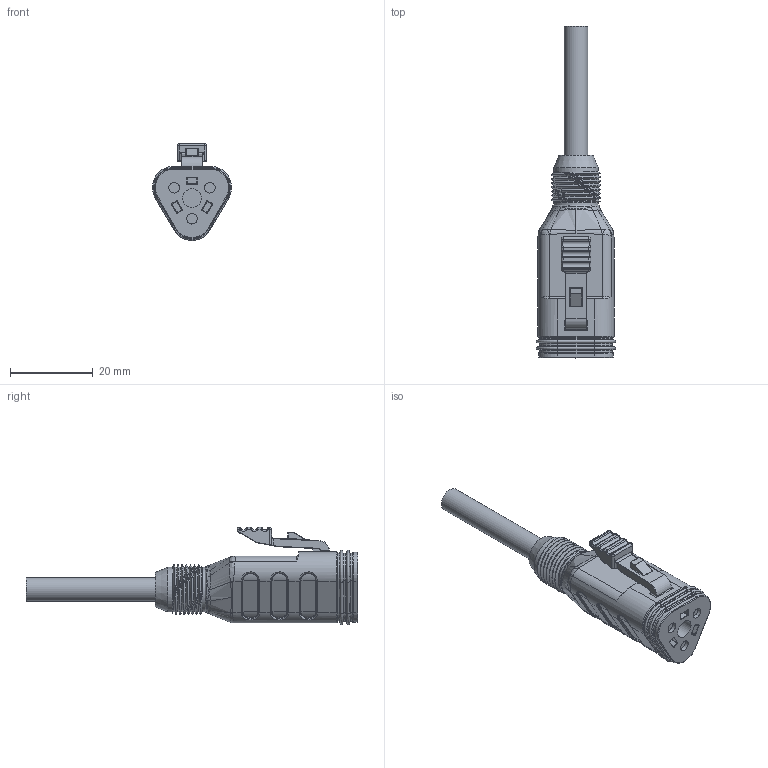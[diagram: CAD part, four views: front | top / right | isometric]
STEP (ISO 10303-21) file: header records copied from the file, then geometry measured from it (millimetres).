
FILE_DESCRIPTION(/* description */ (''),/* implementation_level */ '2;1');
FILE_NAME(/* name */ '1-V0011198___5039267__MA-DT06-3SG-2-S370_Anschlussleitung_assy_429430_stp_stp_stp_stp.stp',/* time_stamp */ '2023-06-26T07:18:39+02:00',/* author */ ('ESCHA GmbH & Co. KG'),/* organization */ ('ESCHA GmbH & Co. KG'),/* preprocessor_version */ 'ST-DEVELOPER v16',/* originating_system */ 'SIEMENS PLM Software NX 10.0',/* authorisation */ '');
FILE_SCHEMA (('AUTOMOTIVE_DESIGN { 1 0 10303 214 3 1 1 1 }'));
Length unit declared in the file: millimetre
Products named in the file (1): t.he4AFCB432uhct
Bounding box: 19.16 x 80.25 x 23.49 mm (x, y, z)
Volume: 9695.8 mm3; surface area: 4311.2 mm2
Topology: 1 solids, 5 shells, 543 faces, 1243 edges, 702 vertices
Faces by surface type: cylinder 219, bspline 117, plane 95, torus 82, sphere 26, cone 4
Full cylindrical faces by diameter (mm): 2.56 x3, 4.5 x1, 5.7 x1, 10.77 x8
Entity records: 18260 total; most frequent: CARTESIAN_POINT 7163, ORIENTED_EDGE 2358, DIRECTION 2266, EDGE_CURVE 1179, AXIS2_PLACEMENT_3D 937, VERTEX_POINT 679, EDGE_LOOP 562, ADVANCED_FACE 536
